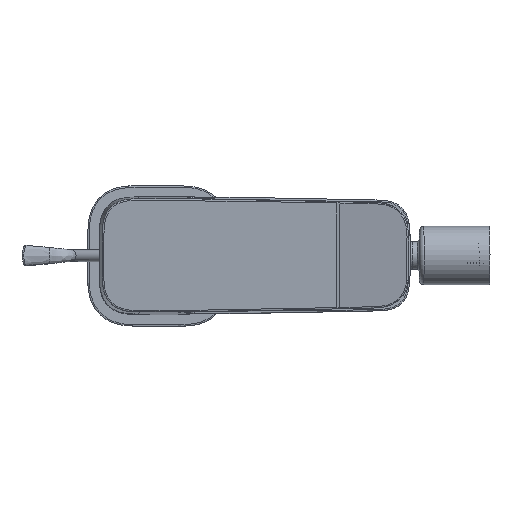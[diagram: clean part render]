
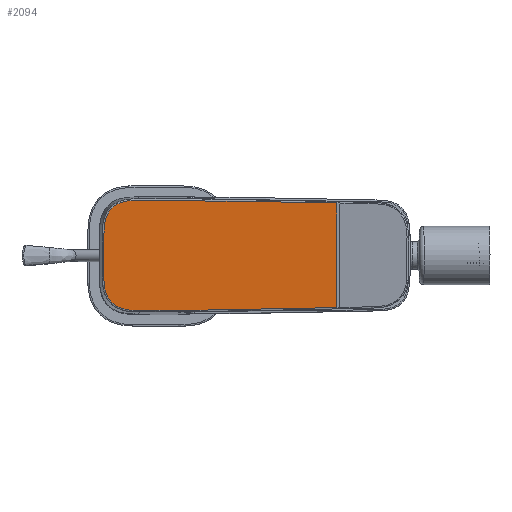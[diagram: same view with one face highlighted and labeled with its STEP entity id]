
A CAD part, top view. The second image highlights one B-rep face of the part: STEP entity #2094.
In plain terms, the highlighted face is planar.
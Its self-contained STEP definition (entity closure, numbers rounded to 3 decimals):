
#550=ORIENTED_EDGE('',*,*,#1054,.F.);
#551=ORIENTED_EDGE('',*,*,#1055,.F.);
#552=ORIENTED_EDGE('',*,*,#1056,.T.);
#553=ORIENTED_EDGE('',*,*,#1057,.F.);
#1054=EDGE_CURVE('',#1315,#1316,#1562,.F.);
#1055=EDGE_CURVE('',#1317,#1315,#1563,.F.);
#1056=EDGE_CURVE('',#1317,#1318,#1564,.T.);
#1057=EDGE_CURVE('',#1316,#1318,#1565,.F.);
#1315=VERTEX_POINT('',#10537);
#1316=VERTEX_POINT('',#10538);
#1317=VERTEX_POINT('',#10545);
#1318=VERTEX_POINT('',#10550);
#1562=B_SPLINE_CURVE_WITH_KNOTS('',3,(#10482,#10483,#10484,#10485,#10486,
#10487,#10488,#10489,#10490,#10491,#10492,#10493,#10494,#10495,#10496,#10497,
#10498,#10499,#10500,#10501,#10502,#10503,#10504,#10505,#10506,#10507,#10508,
#10509,#10510,#10511,#10512,#10513,#10514,#10515,#10516,#10517,#10518,#10519,
#10520,#10521,#10522,#10523,#10524,#10525,#10526,#10527,#10528,#10529,#10530,
#10531,#10532,#10533,#10534,#10535,#10536),.UNSPECIFIED.,.F.,.F.,(4,1,1,
1,1,1,1,1,1,1,1,1,1,1,1,1,1,1,1,1,1,1,1,1,1,1,1,1,1,1,1,1,1,1,1,1,1,1,1,
1,1,1,1,1,1,1,1,1,1,1,1,1,4),(-181.363,-173.079,-164.795,
-156.511,-148.227,-139.942,-135.8,
-131.658,-127.516,-123.374,-121.303,
-119.232,-118.196,-117.679,-117.161,
-116.125,-115.09,-114.054,-113.537,
-113.019,-112.501,-111.983,-110.948,
-108.877,-106.806,-104.735,-102.664,
-98.522,-94.38,-90.237,-86.095,
-84.024,-81.953,-80.918,-79.882,
-79.365,-78.847,-77.811,-77.293,
-76.776,-76.258,-75.74,-74.705,
-73.669,-73.151,-72.634,-71.598,
-69.527,-65.385,-61.243,-57.101,
-52.959,-48.817),.UNSPECIFIED.);
#1563=B_SPLINE_CURVE_WITH_KNOTS('',3,(#10539,#10540,#10541,#10542,#10543,
#10544),.UNSPECIFIED.,.F.,.F.,(4,1,1,4),(-48.817,-36.814,
-24.811,-0.805),.UNSPECIFIED.);
#1564=B_SPLINE_CURVE_WITH_KNOTS('',3,(#10546,#10547,#10548,#10549),
 .UNSPECIFIED.,.F.,.F.,(4,4),(0.,1.),.UNSPECIFIED.);
#1565=B_SPLINE_CURVE_WITH_KNOTS('',3,(#10551,#10552,#10553,#10554),
 .UNSPECIFIED.,.F.,.F.,(4,4),(-8.776,0.),.UNSPECIFIED.);
#1666=EDGE_LOOP('',(#550,#551,#552,#553));
#1860=FACE_BOUND('',#1666,.T.);
#2014=PLANE('',#2298);
#2094=ADVANCED_FACE('',(#1860),#2014,.T.);
#2298=AXIS2_PLACEMENT_3D('',#10481,#2527,#2528);
#2527=DIRECTION('',(0.,-0.122,0.993));
#2528=DIRECTION('',(-1.,0.,0.));
#10481=CARTESIAN_POINT('',(21.688,122.716,173.605));
#10482=CARTESIAN_POINT('',(-18.042,51.788,164.896));
#10483=CARTESIAN_POINT('',(-18.099,49.048,164.559));
#10484=CARTESIAN_POINT('',(-18.211,43.568,163.886));
#10485=CARTESIAN_POINT('',(-18.372,35.347,162.877));
#10486=CARTESIAN_POINT('',(-18.515,27.127,161.868));
#10487=CARTESIAN_POINT('',(-18.65,18.904,160.858));
#10488=CARTESIAN_POINT('',(-18.756,12.058,160.018));
#10489=CARTESIAN_POINT('',(-18.794,6.578,159.345));
#10490=CARTESIAN_POINT('',(-18.816,2.468,158.84));
#10491=CARTESIAN_POINT('',(-18.829,-1.642,158.335));
#10492=CARTESIAN_POINT('',(-18.826,-5.068,157.915));
#10493=CARTESIAN_POINT('',(-18.831,-7.805,157.579));
#10494=CARTESIAN_POINT('',(-18.752,-9.532,157.367));
#10495=CARTESIAN_POINT('',(-18.595,-10.727,157.22));
#10496=CARTESIAN_POINT('',(-18.477,-11.375,157.14));
#10497=CARTESIAN_POINT('',(-18.319,-12.087,157.053));
#10498=CARTESIAN_POINT('',(-18.066,-12.933,156.949));
#10499=CARTESIAN_POINT('',(-17.712,-13.818,156.84));
#10500=CARTESIAN_POINT('',(-17.287,-14.605,156.744));
#10501=CARTESIAN_POINT('',(-16.924,-15.149,156.677));
#10502=CARTESIAN_POINT('',(-16.592,-15.582,156.624));
#10503=CARTESIAN_POINT('',(-16.267,-15.951,156.578));
#10504=CARTESIAN_POINT('',(-15.77,-16.447,156.518));
#10505=CARTESIAN_POINT('',(-14.857,-17.189,156.426));
#10506=CARTESIAN_POINT('',(-13.286,-18.02,156.324));
#10507=CARTESIAN_POINT('',(-11.327,-18.562,156.258));
#10508=CARTESIAN_POINT('',(-9.257,-18.817,156.227));
#10509=CARTESIAN_POINT('',(-6.502,-18.882,156.219));
#10510=CARTESIAN_POINT('',(-3.049,-18.869,156.22));
#10511=CARTESIAN_POINT('',(1.092,-18.883,156.218));
#10512=CARTESIAN_POINT('',(5.237,-18.857,156.222));
#10513=CARTESIAN_POINT('',(8.68,-18.893,156.217));
#10514=CARTESIAN_POINT('',(11.439,-18.542,156.26));
#10515=CARTESIAN_POINT('',(13.07,-18.067,156.319));
#10516=CARTESIAN_POINT('',(14.327,-17.474,156.391));
#10517=CARTESIAN_POINT('',(15.069,-16.999,156.45));
#10518=CARTESIAN_POINT('',(15.587,-16.594,156.499));
#10519=CARTESIAN_POINT('',(16.117,-16.119,156.558));
#10520=CARTESIAN_POINT('',(16.557,-15.638,156.617));
#10521=CARTESIAN_POINT('',(16.992,-15.052,156.689));
#10522=CARTESIAN_POINT('',(17.252,-14.649,156.738));
#10523=CARTESIAN_POINT('',(17.516,-14.183,156.796));
#10524=CARTESIAN_POINT('',(17.808,-13.581,156.869));
#10525=CARTESIAN_POINT('',(18.104,-12.826,156.962));
#10526=CARTESIAN_POINT('',(18.35,-11.965,157.068));
#10527=CARTESIAN_POINT('',(18.498,-11.269,157.153));
#10528=CARTESIAN_POINT('',(18.612,-10.614,157.234));
#10529=CARTESIAN_POINT('',(18.761,-9.418,157.381));
#10530=CARTESIAN_POINT('',(18.855,-7.003,157.677));
#10531=CARTESIAN_POINT('',(18.821,-3.586,158.097));
#10532=CARTESIAN_POINT('',(18.826,0.527,158.602));
#10533=CARTESIAN_POINT('',(18.806,4.636,159.106));
#10534=CARTESIAN_POINT('',(18.779,8.746,159.611));
#10535=CARTESIAN_POINT('',(18.756,11.486,159.947));
#10536=CARTESIAN_POINT('',(18.741,12.855,160.115));
#10537=CARTESIAN_POINT('',(18.741,12.855,160.115));
#10538=CARTESIAN_POINT('',(-18.042,51.788,164.896));
#10539=CARTESIAN_POINT('',(18.741,12.855,160.115));
#10540=CARTESIAN_POINT('',(18.697,16.823,160.603));
#10541=CARTESIAN_POINT('',(18.546,24.766,161.578));
#10542=CARTESIAN_POINT('',(18.286,40.645,163.528));
#10543=CARTESIAN_POINT('',(18.028,52.556,164.99));
#10544=CARTESIAN_POINT('',(17.858,60.496,165.965));
#10545=CARTESIAN_POINT('',(17.858,60.496,165.966));
#10546=CARTESIAN_POINT('',(17.858,60.496,165.965));
#10547=CARTESIAN_POINT('',(5.953,60.496,165.965));
#10548=CARTESIAN_POINT('',(-5.953,60.496,165.965));
#10549=CARTESIAN_POINT('',(-17.858,60.496,165.965));
#10550=CARTESIAN_POINT('',(-17.858,60.496,165.965));
#10551=CARTESIAN_POINT('',(-17.858,60.496,165.965));
#10552=CARTESIAN_POINT('',(-17.921,57.593,165.609));
#10553=CARTESIAN_POINT('',(-17.982,54.691,165.252));
#10554=CARTESIAN_POINT('',(-18.042,51.788,164.896));
